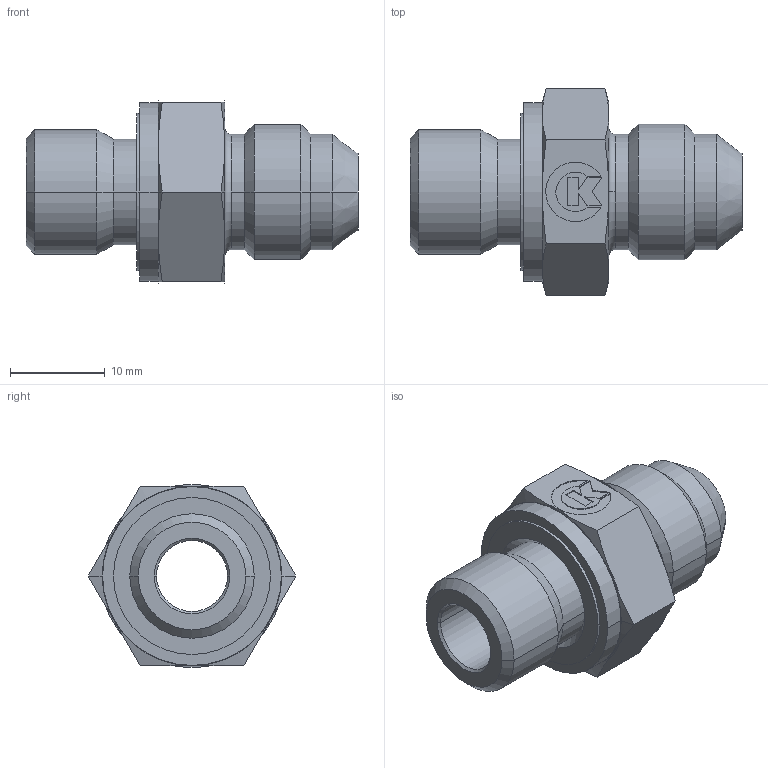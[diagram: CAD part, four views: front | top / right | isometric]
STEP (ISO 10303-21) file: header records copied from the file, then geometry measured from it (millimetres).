
FILE_DESCRIPTION( ( '' ), '1' );
FILE_NAME( '1911028.stp', '2012-07-30T07:59:39', ( '' ), ( '' ), ' ', ' ', ' ' );
FILE_SCHEMA( ( 'CONFIG_CONTROL_DESIGN' ) );
Length unit declared in the file: millimetre
Products named in the file (1): 1
Bounding box: 35.1 x 21.94 x 19.33 mm (x, y, z)
Volume: 4506.7 mm3; surface area: 3027.6 mm2
Topology: 1 solids, 1 shells, 98 faces, 241 edges, 153 vertices
Faces by surface type: plane 54, cylinder 24, cone 18, torus 2
Entity records: 2904 total; most frequent: CARTESIAN_POINT 541, DIRECTION 494, ORIENTED_EDGE 482, EDGE_CURVE 241, AXIS2_PLACEMENT_3D 178, VERTEX_POINT 153, LINE 138, VECTOR 138
